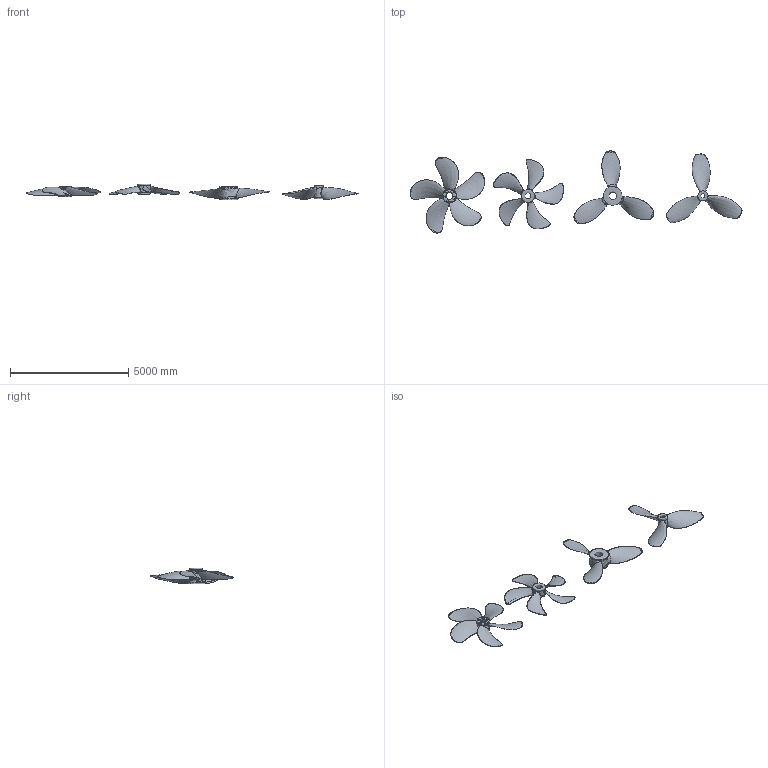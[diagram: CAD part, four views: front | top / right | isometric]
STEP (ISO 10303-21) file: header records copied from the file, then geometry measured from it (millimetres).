
FILE_DESCRIPTION(('FreeCAD Model'),'2;1');
FILE_NAME('Open CASCADE Shape Model','2025-05-05T10:47:47',('FreeCAD'),( 'FreeCAD'),'Open CASCADE STEP processor 7.6','FreeCAD','Unknown');
FILE_SCHEMA(('AUTOMOTIVE_DESIGN { 1 0 10303 214 1 1 1 1 }'));
Products named in the file (1): Open CASCADE STEP translator 7.6 1
Bounding box: 14021.94 x 3468.96 x 658.85 mm (x, y, z)
Volume: 1258400932.7 mm3; surface area: 36078972.1 mm2
Topology: 4 solids, 4 shells, 708 faces, 1921 edges, 1213 vertices
Faces by surface type: bspline 708
Entity records: 136448 total; most frequent: CARTESIAN_POINT 124696, ORIENTED_EDGE 3842, EDGE_CURVE 1921, B_SPLINE_CURVE_WITH_KNOTS 1921, VERTEX_POINT 1213, ADVANCED_FACE 708, FACE_BOUND 708, EDGE_LOOP 708
